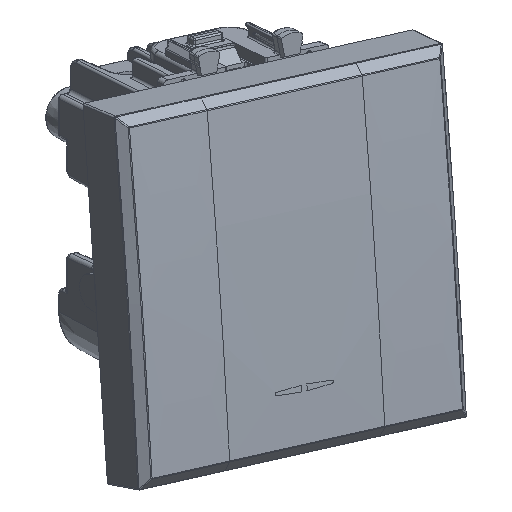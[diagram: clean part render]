
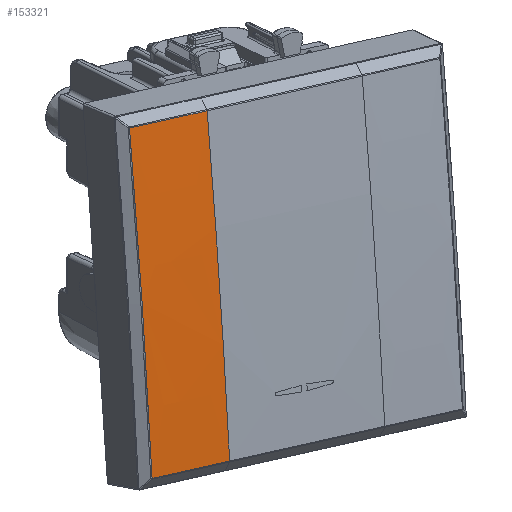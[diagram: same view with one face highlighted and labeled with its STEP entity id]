
A CAD part, top view. The second image highlights one B-rep face of the part: STEP entity #153321.
In plain terms, the highlighted face is a extrusion surface.
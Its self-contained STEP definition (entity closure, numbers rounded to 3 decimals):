
#151998=CARTESIAN_POINT('Vertex',(-10.5,-20.496,15.635)) ;
#152060=CARTESIAN_POINT('Vertex',(-10.5,20.496,15.635)) ;
#152063=CARTESIAN_POINT('Axis2P3D Location',(-10.5,0.,-775.556)) ;
#153132=CARTESIAN_POINT('Line Origine',(-16.273,-20.496,15.635)) ;
#153136=CARTESIAN_POINT('Vertex',(-21.,-20.496,15.635)) ;
#153276=CARTESIAN_POINT('Control Point',(0.,-20.496,15.635)) ;
#153277=CARTESIAN_POINT('Control Point',(0.,-12.299,15.847)) ;
#153278=CARTESIAN_POINT('Control Point',(0.,-4.1,15.953)) ;
#153279=CARTESIAN_POINT('Control Point',(0.,4.1,15.953)) ;
#153280=CARTESIAN_POINT('Control Point',(0.,12.299,15.847)) ;
#153281=CARTESIAN_POINT('Control Point',(0.,20.496,15.635)) ;
#153285=CARTESIAN_POINT('Line Origine',(-16.438,20.496,15.635)) ;
#153289=CARTESIAN_POINT('Vertex',(-21.,20.496,15.635)) ;
#153293=CARTESIAN_POINT('Control Point',(-21.,20.496,15.635)) ;
#153294=CARTESIAN_POINT('Control Point',(-21.,20.064,15.646)) ;
#153295=CARTESIAN_POINT('Control Point',(-21.,19.631,15.657)) ;
#153296=CARTESIAN_POINT('Control Point',(-20.999,19.196,15.667)) ;
#153297=CARTESIAN_POINT('Control Point',(-20.998,17.671,15.704)) ;
#153298=CARTESIAN_POINT('Control Point',(-20.997,16.147,15.736)) ;
#153299=CARTESIAN_POINT('Control Point',(-20.997,15.058,15.758)) ;
#153300=CARTESIAN_POINT('Control Point',(-20.996,12.444,15.805)) ;
#153301=CARTESIAN_POINT('Control Point',(-20.995,9.831,15.841)) ;
#153302=CARTESIAN_POINT('Control Point',(-20.994,8.306,15.859)) ;
#153303=CARTESIAN_POINT('Control Point',(-20.993,3.731,15.9)) ;
#153304=CARTESIAN_POINT('Control Point',(-20.993,-0.844,15.908)) ;
#153305=CARTESIAN_POINT('Control Point',(-20.993,-3.894,15.899)) ;
#153306=CARTESIAN_POINT('Control Point',(-20.994,-8.382,15.864)) ;
#153307=CARTESIAN_POINT('Control Point',(-20.996,-12.87,15.797)) ;
#153308=CARTESIAN_POINT('Control Point',(-20.996,-14.324,15.772)) ;
#153309=CARTESIAN_POINT('Control Point',(-20.998,-16.442,15.731)) ;
#153310=CARTESIAN_POINT('Control Point',(-20.999,-18.553,15.683)) ;
#153311=CARTESIAN_POINT('Control Point',(-20.999,-19.203,15.667)) ;
#153312=CARTESIAN_POINT('Control Point',(-21.,-19.85,15.651)) ;
#153313=CARTESIAN_POINT('Control Point',(-21.,-20.495,15.635)) ;
#152064=DIRECTION('Axis2P3D Direction',(-1.,0.,0.)) ;
#153133=DIRECTION('Vector Direction',(-1.,0.,0.)) ;
#153282=DIRECTION('Vector Direction',(-1.,0.,0.)) ;
#153286=DIRECTION('Vector Direction',(-1.,0.,0.)) ;
#152065=AXIS2_PLACEMENT_3D('Circle Axis2P3D',#152063,#152064,$) ;
#153316=ORIENTED_EDGE('',*,*,#152067,.T.) ;
#153317=ORIENTED_EDGE('',*,*,#153291,.F.) ;
#153318=ORIENTED_EDGE('',*,*,#153314,.F.) ;
#153319=ORIENTED_EDGE('',*,*,#153138,.F.) ;
#153134=VECTOR('Line Direction',#153133,1.) ;
#153283=VECTOR('Extrusion Surface Vector',#153282,1.) ;
#153287=VECTOR('Line Direction',#153286,1.) ;
#153321=ADVANCED_FACE('PartBody',(#153320),#153284,.T.) ;
#153275=B_SPLINE_CURVE_WITH_KNOTS('',5,(#153276,#153277,#153278,#153279,#153280,#153281),.UNSPECIFIED.,.F.,.U.,(6,6),(33.591,74.588),.UNSPECIFIED.) ;
#153292=B_SPLINE_CURVE_WITH_KNOTS('',5,(#153293,#153294,#153295,#153296,#153297,#153298,#153299,#153300,#153301,#153302,#153303,#153304,#153305,#153306,#153307,#153308,#153309,#153310,#153311,#153312,#153313),.UNSPECIFIED.,.F.,.U.,(6,3,3,3,3,3,6),(17.269,21.044,30.47,43.67,70.072,82.517,88.07),.UNSPECIFIED.) ;
#152066=CIRCLE('generated circle',#152065,791.456) ;
#152067=EDGE_CURVE('',#151999,#152061,#152066,.T.) ;
#153138=EDGE_CURVE('',#151999,#153137,#153135,.T.) ;
#153291=EDGE_CURVE('',#153290,#152061,#153288,.F.) ;
#153314=EDGE_CURVE('',#153137,#153290,#153292,.F.) ;
#153315=EDGE_LOOP('',(#153316,#153317,#153318,#153319)) ;
#153320=FACE_OUTER_BOUND('',#153315,.T.) ;
#153135=LINE('Line',#153132,#153134) ;
#153288=LINE('Line',#153285,#153287) ;
#153284=SURFACE_OF_LINEAR_EXTRUSION('generated tabulated cylinder',#153275,#153283) ;
#151999=VERTEX_POINT('',#151998) ;
#152061=VERTEX_POINT('',#152060) ;
#153137=VERTEX_POINT('',#153136) ;
#153290=VERTEX_POINT('',#153289) ;
